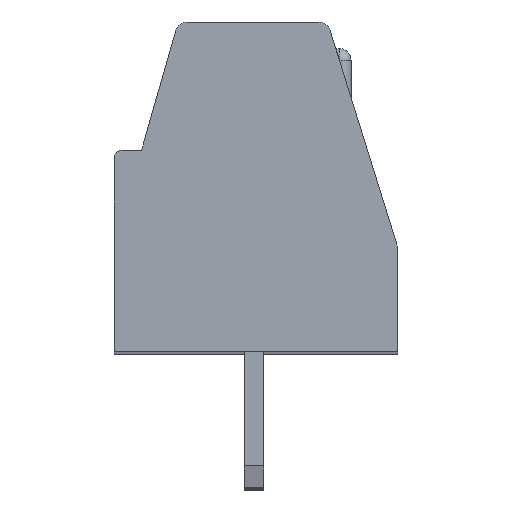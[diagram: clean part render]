
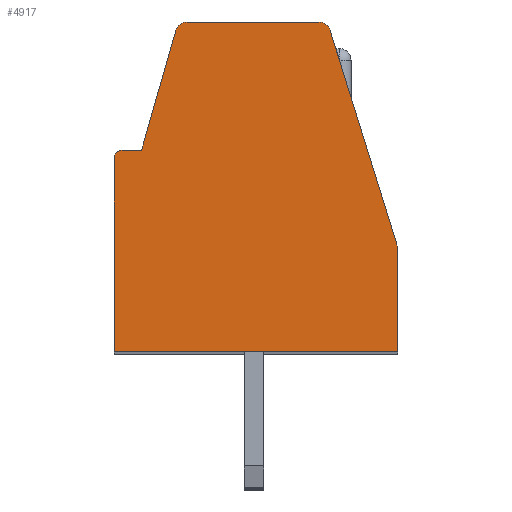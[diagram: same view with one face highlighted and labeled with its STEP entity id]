
A CAD part, top view. The second image highlights one B-rep face of the part: STEP entity #4917.
In plain terms, the highlighted planar face has unit normal (0, 0, 1).
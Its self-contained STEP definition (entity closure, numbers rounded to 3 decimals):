
#14=DIRECTION('',(0.,-1.,0.));
#15=VECTOR('',#14,5.);
#16=CARTESIAN_POINT('',(-3.6,5.,36.195));
#17=LINE('',#16,#15);
#18=CARTESIAN_POINT('',(-3.4,5.,36.195));
#19=DIRECTION('',(0.,0.,1.));
#20=DIRECTION('',(0.,1.,0.));
#21=AXIS2_PLACEMENT_3D('',#18,#19,#20);
#23=DIRECTION('',(-1.,0.,0.));
#24=VECTOR('',#23,0.5);
#25=CARTESIAN_POINT('',(-2.9,5.2,36.195));
#26=LINE('',#25,#24);
#27=DIRECTION('',(-0.276,-0.961,0.));
#28=VECTOR('',#27,3.207);
#29=CARTESIAN_POINT('',(-2.016,8.283,36.195));
#30=LINE('',#29,#28);
#31=CARTESIAN_POINT('',(-1.727,8.2,36.195));
#32=DIRECTION('',(0.,0.,1.));
#33=DIRECTION('',(0.,1.,0.));
#34=AXIS2_PLACEMENT_3D('',#31,#32,#33);
#36=DIRECTION('',(-1.,0.,0.));
#37=VECTOR('',#36,3.4);
#38=CARTESIAN_POINT('',(1.673,8.5,36.195));
#39=LINE('',#38,#37);
#40=CARTESIAN_POINT('',(1.673,8.2,36.195));
#41=DIRECTION('',(0.,0.,1.));
#42=DIRECTION('',(0.955,0.297,0.));
#43=AXIS2_PLACEMENT_3D('',#40,#41,#42);
#45=DIRECTION('',(-0.297,0.955,0.));
#46=VECTOR('',#45,5.854);
#47=CARTESIAN_POINT('',(3.7,2.7,36.195));
#48=LINE('',#47,#46);
#49=DIRECTION('',(0.,1.,0.));
#50=VECTOR('',#49,2.7);
#51=CARTESIAN_POINT('',(3.7,0.,36.195));
#52=LINE('',#51,#50);
#69=DIRECTION('',(1.,0.,0.));
#70=VECTOR('',#69,7.3);
#71=CARTESIAN_POINT('',(-3.6,0.,36.195));
#72=LINE('',#71,#70);
#3950=CARTESIAN_POINT('',(3.7,0.,36.195));
#3951=CARTESIAN_POINT('',(3.7,2.7,36.195));
#3952=VERTEX_POINT('',#3950);
#3953=VERTEX_POINT('',#3951);
#3954=CARTESIAN_POINT('',(1.959,8.289,36.195));
#3955=VERTEX_POINT('',#3954);
#3956=CARTESIAN_POINT('',(1.673,8.5,36.195));
#3957=VERTEX_POINT('',#3956);
#3958=CARTESIAN_POINT('',(-1.727,8.5,36.195));
#3959=VERTEX_POINT('',#3958);
#3960=CARTESIAN_POINT('',(-2.016,8.283,36.195));
#3961=VERTEX_POINT('',#3960);
#3962=CARTESIAN_POINT('',(-2.9,5.2,36.195));
#3963=VERTEX_POINT('',#3962);
#3964=CARTESIAN_POINT('',(-3.4,5.2,36.195));
#3965=VERTEX_POINT('',#3964);
#3966=CARTESIAN_POINT('',(-3.6,5.,36.195));
#3967=VERTEX_POINT('',#3966);
#3968=CARTESIAN_POINT('',(-3.6,0.,36.195));
#3969=VERTEX_POINT('',#3968);
#4890=CARTESIAN_POINT('',(0.,0.,36.195));
#4891=DIRECTION('',(0.,0.,1.));
#4892=DIRECTION('',(1.,0.,0.));
#4893=AXIS2_PLACEMENT_3D('',#4890,#4891,#4892);
#4894=PLANE('',#4893);
#4896=ORIENTED_EDGE('',*,*,#4895,.F.);
#4898=ORIENTED_EDGE('',*,*,#4897,.F.);
#4900=ORIENTED_EDGE('',*,*,#4899,.F.);
#4902=ORIENTED_EDGE('',*,*,#4901,.F.);
#4904=ORIENTED_EDGE('',*,*,#4903,.F.);
#4906=ORIENTED_EDGE('',*,*,#4905,.F.);
#4908=ORIENTED_EDGE('',*,*,#4907,.F.);
#4910=ORIENTED_EDGE('',*,*,#4909,.F.);
#4912=ORIENTED_EDGE('',*,*,#4911,.F.);
#4914=ORIENTED_EDGE('',*,*,#4913,.F.);
#4915=EDGE_LOOP('',(#4896,#4898,#4900,#4902,#4904,#4906,#4908,#4910,#4912,
#4914));
#4916=FACE_OUTER_BOUND('',#4915,.F.);
#22=CIRCLE('',#21,0.2);
#35=CIRCLE('',#34,0.3);
#44=CIRCLE('',#43,0.3);
#4895=EDGE_CURVE('',#3969,#3952,#72,.T.);
#4897=EDGE_CURVE('',#3967,#3969,#17,.T.);
#4899=EDGE_CURVE('',#3965,#3967,#22,.T.);
#4901=EDGE_CURVE('',#3963,#3965,#26,.T.);
#4903=EDGE_CURVE('',#3961,#3963,#30,.T.);
#4905=EDGE_CURVE('',#3959,#3961,#35,.T.);
#4907=EDGE_CURVE('',#3957,#3959,#39,.T.);
#4909=EDGE_CURVE('',#3955,#3957,#44,.T.);
#4911=EDGE_CURVE('',#3953,#3955,#48,.T.);
#4913=EDGE_CURVE('',#3952,#3953,#52,.T.);
#4917=ADVANCED_FACE('',(#4916),#4894,.T.);
